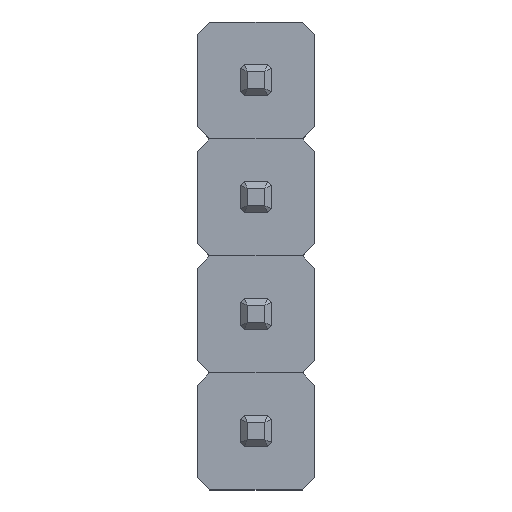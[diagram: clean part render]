
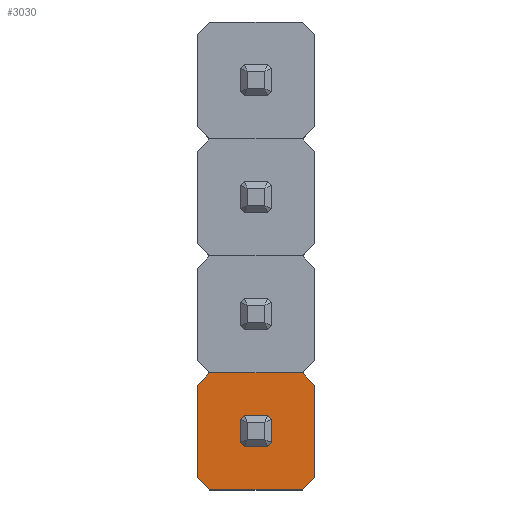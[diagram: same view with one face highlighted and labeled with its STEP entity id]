
A CAD part, top view. The second image highlights one B-rep face of the part: STEP entity #3030.
In plain terms, the highlighted planar face has unit normal (0, 0, 1).
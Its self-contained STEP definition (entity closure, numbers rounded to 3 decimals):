
#2853 = VERTEX_POINT('',#2854);
#2854 = CARTESIAN_POINT('',(-1.27,-1.,2.54));
#2860 = EDGE_CURVE('',#2853,#2861,#2863,.T.);
#2861 = VERTEX_POINT('',#2862);
#2862 = CARTESIAN_POINT('',(-1.27,1.,2.54));
#2863 = LINE('',#2864,#2865);
#2864 = CARTESIAN_POINT('',(-1.27,-1.,2.54));
#2865 = VECTOR('',#2866,1.);
#2866 = DIRECTION('',(0.,1.,0.));
#2884 = VERTEX_POINT('',#2885);
#2885 = CARTESIAN_POINT('',(1.27,1.,2.54));
#2891 = EDGE_CURVE('',#2884,#2892,#2894,.T.);
#2892 = VERTEX_POINT('',#2893);
#2893 = CARTESIAN_POINT('',(1.27,-1.,2.54));
#2894 = LINE('',#2895,#2896);
#2895 = CARTESIAN_POINT('',(1.27,1.,2.54));
#2896 = VECTOR('',#2897,1.);
#2897 = DIRECTION('',(0.,-1.,0.));
#2915 = VERTEX_POINT('',#2916);
#2916 = CARTESIAN_POINT('',(1.,1.27,2.54));
#2922 = EDGE_CURVE('',#2915,#2884,#2923,.T.);
#2923 = LINE('',#2924,#2925);
#2924 = CARTESIAN_POINT('',(1.,1.27,2.54));
#2925 = VECTOR('',#2926,1.);
#2926 = DIRECTION('',(0.707,-0.707,0.));
#2939 = VERTEX_POINT('',#2940);
#2940 = CARTESIAN_POINT('',(-1.,1.27,2.54));
#2946 = EDGE_CURVE('',#2939,#2915,#2947,.T.);
#2947 = LINE('',#2948,#2949);
#2948 = CARTESIAN_POINT('',(-1.,1.27,2.54));
#2949 = VECTOR('',#2950,1.);
#2950 = DIRECTION('',(1.,0.,0.));
#2963 = EDGE_CURVE('',#2861,#2939,#2964,.T.);
#2964 = LINE('',#2965,#2966);
#2965 = CARTESIAN_POINT('',(-1.27,1.,2.54));
#2966 = VECTOR('',#2967,1.);
#2967 = DIRECTION('',(0.707,0.707,0.));
#3011 = VERTEX_POINT('',#3012);
#3012 = CARTESIAN_POINT('',(-1.,-1.27,2.54));
#3018 = EDGE_CURVE('',#3011,#2853,#3019,.T.);
#3019 = LINE('',#3020,#3021);
#3020 = CARTESIAN_POINT('',(-1.,-1.27,2.54));
#3021 = VECTOR('',#3022,1.);
#3022 = DIRECTION('',(-0.707,0.707,0.));
#3030 = ADVANCED_FACE('',(#3031),#3053,.F.);
#3031 = FACE_BOUND('',#3032,.F.);
#3032 = EDGE_LOOP('',(#3033,#3034,#3035,#3036,#3037,#3038,#3046,#3052));
#3033 = ORIENTED_EDGE('',*,*,#2860,.T.);
#3034 = ORIENTED_EDGE('',*,*,#2963,.T.);
#3035 = ORIENTED_EDGE('',*,*,#2946,.T.);
#3036 = ORIENTED_EDGE('',*,*,#2922,.T.);
#3037 = ORIENTED_EDGE('',*,*,#2891,.T.);
#3038 = ORIENTED_EDGE('',*,*,#3039,.T.);
#3039 = EDGE_CURVE('',#2892,#3040,#3042,.T.);
#3040 = VERTEX_POINT('',#3041);
#3041 = CARTESIAN_POINT('',(1.,-1.27,2.54));
#3042 = LINE('',#3043,#3044);
#3043 = CARTESIAN_POINT('',(1.27,-1.,2.54));
#3044 = VECTOR('',#3045,1.);
#3045 = DIRECTION('',(-0.707,-0.707,0.));
#3046 = ORIENTED_EDGE('',*,*,#3047,.T.);
#3047 = EDGE_CURVE('',#3040,#3011,#3048,.T.);
#3048 = LINE('',#3049,#3050);
#3049 = CARTESIAN_POINT('',(1.,-1.27,2.54));
#3050 = VECTOR('',#3051,1.);
#3051 = DIRECTION('',(-1.,0.,0.));
#3052 = ORIENTED_EDGE('',*,*,#3018,.T.);
#3053 = PLANE('',#3054);
#3054 = AXIS2_PLACEMENT_3D('',#3055,#3056,#3057);
#3055 = CARTESIAN_POINT('',(0.,0.,2.54));
#3056 = DIRECTION('',(0.,0.,-1.));
#3057 = DIRECTION('',(-1.,0.,0.));
